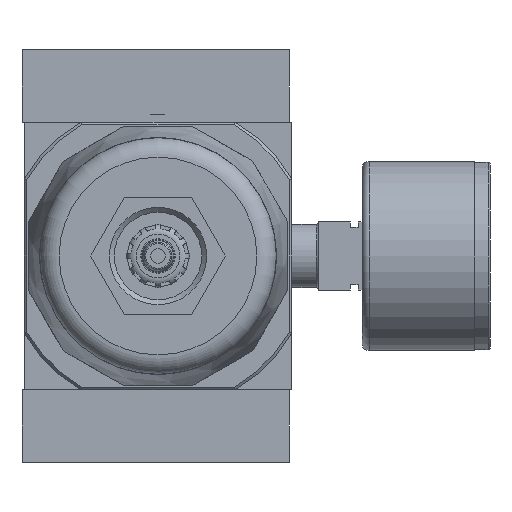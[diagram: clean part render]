
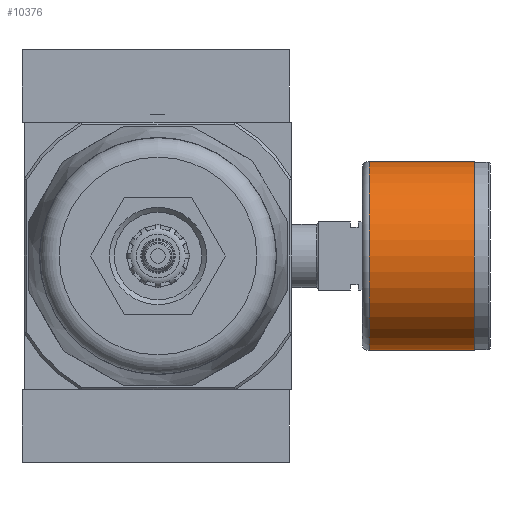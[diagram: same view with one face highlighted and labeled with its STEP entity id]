
A CAD part, front view. The second image highlights one B-rep face of the part: STEP entity #10376.
In plain terms, the highlighted cylindrical face has radius 19.5 mm (diameter 39 mm), a full revolution.
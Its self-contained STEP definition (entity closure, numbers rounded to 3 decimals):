
#522=CYLINDRICAL_SURFACE('',#11276,19.5);
#3479=ORIENTED_EDGE('',*,*,#4844,.F.);
#3480=ORIENTED_EDGE('',*,*,#4845,.T.);
#4844=EDGE_CURVE('',#5699,#5699,#6177,.T.);
#4845=EDGE_CURVE('',#5700,#5700,#6178,.T.);
#5699=VERTEX_POINT('',#16676);
#5700=VERTEX_POINT('',#16679);
#6177=CIRCLE('',#11275,19.5);
#6178=CIRCLE('',#11277,19.5);
#6837=EDGE_LOOP('',(#3479));
#6838=EDGE_LOOP('',(#3480));
#7556=FACE_BOUND('',#6837,.T.);
#7557=FACE_BOUND('',#6838,.T.);
#10376=ADVANCED_FACE('',(#7556,#7557),#522,.T.);
#11275=AXIS2_PLACEMENT_3D('',#16675,#13448,#13449);
#11276=AXIS2_PLACEMENT_3D('',#16677,#13450,#13451);
#11277=AXIS2_PLACEMENT_3D('',#16678,#13452,#13453);
#13448=DIRECTION('',(1.,0.,0.));
#13449=DIRECTION('',(0.,0.,-1.));
#13450=DIRECTION('',(1.,0.,0.));
#13451=DIRECTION('',(0.,0.,-1.));
#13452=DIRECTION('',(1.,0.,0.));
#13453=DIRECTION('',(0.,0.,-1.));
#16675=CARTESIAN_POINT('',(-3.2,0.,0.));
#16676=CARTESIAN_POINT('',(-3.2,0.,-19.5));
#16677=CARTESIAN_POINT('',(0.,0.,0.));
#16678=CARTESIAN_POINT('',(-24.85,0.,0.));
#16679=CARTESIAN_POINT('',(-24.85,0.,-19.5));
